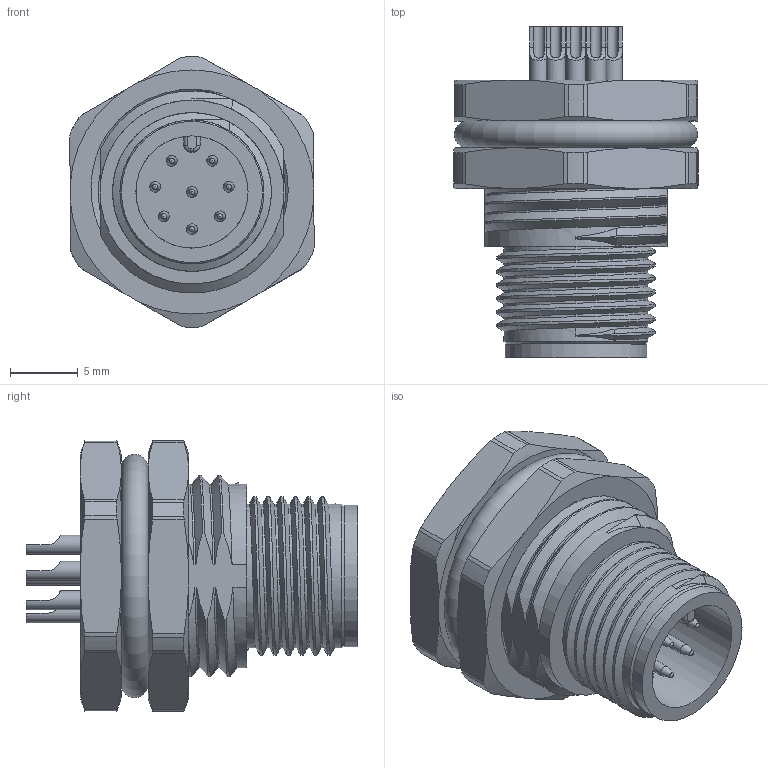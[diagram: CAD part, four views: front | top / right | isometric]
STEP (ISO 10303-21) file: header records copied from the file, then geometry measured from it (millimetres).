
FILE_DESCRIPTION(/* description */ ('Unknown'),/* implementation_level */ '2;1');
FILE_NAME(/* name */ '643150100608',/* time_stamp */ '2021-03-04T15:57:02+01:00',/* author */ ('Unknown'),/* organization */ ('Unknown'),/* preprocessor_version */ 'ST-DEVELOPER v16.7',/* originating_system */ 'DEX',/* authorisation */ $);
FILE_SCHEMA (('AUTOMOTIVE_DESIGN {1 0 10303 214 3 1 1}'));
Length unit declared in the file: millimetre
Products named in the file (7): 6431501006xx; 6431501006xx_Housing; 643150100608_insulator; 643050100608_Pin; 6430501006xx_Seal_outer; 6430501006xx_Nut; 6431501006xx_Glue
Assembly tree (13 placements, depth 2):
  6431501006xx
    6431501006xx_Housing
    643150100608_insulator
    643050100608_Pin  x8
    6430501006xx_Seal_outer
    6430501006xx_Nut
    6431501006xx_Glue
Bounding box: 18.07 x 24.5 x 20 mm (x, y, z)
Volume: 3115.8 mm3; surface area: 5686.7 mm2
Topology: 13 solids, 13 shells, 549 faces, 1228 edges, 781 vertices
Faces by surface type: cylinder 203, plane 186, cone 71, torus 56, bspline 33
Full cylindrical faces by diameter (mm): 0.8 x24, 1.1 x8, 1.2 x8, 1.3 x32, 1.4 x32, 1.6 x16, 8.3 x1, 9.44 x2, 9.45 x1, 10.45 x1, 10.65 x7, 10.8 x10, 11.1 x4, 11.207 x4
Entity records: 19986 total; most frequent: CARTESIAN_POINT 13497, ORIENTED_EDGE 1258, DIRECTION 1183, EDGE_CURVE 629, AXIS2_PLACEMENT_3D 498, VERTEX_POINT 464, FACE_BOUND 451, EDGE_LOOP 449
